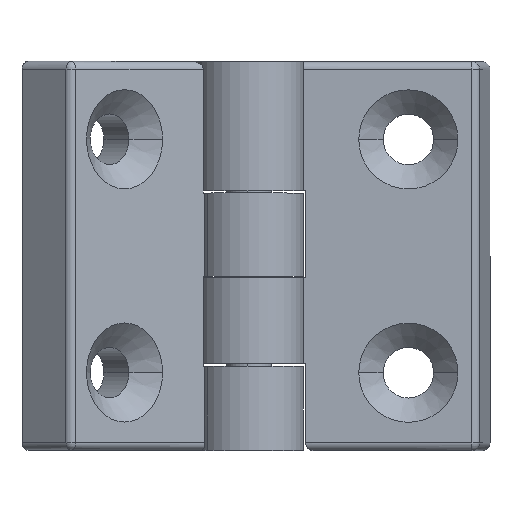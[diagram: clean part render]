
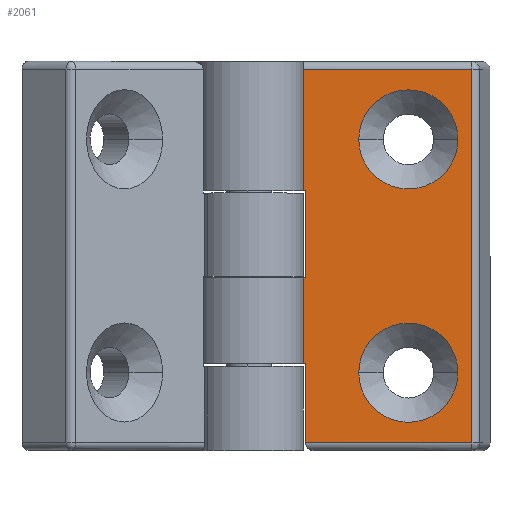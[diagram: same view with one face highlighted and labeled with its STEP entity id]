
A CAD part, top view. The second image highlights one B-rep face of the part: STEP entity #2061.
In plain terms, the highlighted planar face has unit normal (0, 0, 1).
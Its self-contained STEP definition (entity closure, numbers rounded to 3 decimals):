
#35 = AXIS2_PLACEMENT_3D ( 'NONE', #2163, #373, #1257 ) ;
#80 = VERTEX_POINT ( 'NONE', #1741 ) ;
#143 = CARTESIAN_POINT ( 'NONE',  ( -12., 25., 4. ) ) ;
#173 = VECTOR ( 'NONE', #3522, 1000. ) ;
#186 = CARTESIAN_POINT ( 'NONE',  ( 1.5, -15., 4. ) ) ;
#202 = EDGE_CURVE ( 'NONE', #2535, #80, #1814, .T. ) ;
#217 = ORIENTED_EDGE ( 'NONE', *, *, #3676, .T. ) ;
#260 = DIRECTION ( 'NONE',  ( 1., 0., 0. ) ) ;
#335 = EDGE_CURVE ( 'NONE', #3755, #2159, #2799, .T. ) ;
#355 = CARTESIAN_POINT ( 'NONE',  ( -11.7, 0., 4. ) ) ;
#373 = DIRECTION ( 'NONE',  ( 0., 0., 1. ) ) ;
#403 = VECTOR ( 'NONE', #1130, 1000. ) ;
#457 = DIRECTION ( 'NONE',  ( 0., -1., 0. ) ) ;
#461 = DIRECTION ( 'NONE',  ( 0., -1., 0. ) ) ;
#480 = CARTESIAN_POINT ( 'NONE',  ( -11.7, 8.4, 4. ) ) ;
#526 = EDGE_LOOP ( 'NONE', ( #1320, #2924 ) ) ;
#534 = DIRECTION ( 'NONE',  ( 0., 0., 1. ) ) ;
#535 = CARTESIAN_POINT ( 'NONE',  ( 7.875, -15., 4. ) ) ;
#610 = VECTOR ( 'NONE', #2205, 1000. ) ;
#660 = ORIENTED_EDGE ( 'NONE', *, *, #1728, .T. ) ;
#728 = EDGE_CURVE ( 'NONE', #80, #2576, #2158, .T. ) ;
#730 = FACE_BOUND ( 'NONE', #928, .T. ) ;
#752 = LINE ( 'NONE', #2208, #2211 ) ;
#753 = EDGE_CURVE ( 'NONE', #3056, #2220, #1544, .T. ) ;
#780 = DIRECTION ( 'NONE',  ( 1., 0., 0. ) ) ;
#814 = VERTEX_POINT ( 'NONE', #535 ) ;
#825 = DIRECTION ( 'NONE',  ( 0., -1., 0. ) ) ;
#838 = DIRECTION ( 'NONE',  ( 0., 0., -1. ) ) ;
#892 = CARTESIAN_POINT ( 'NONE',  ( 10.5, -24., 4. ) ) ;
#928 = EDGE_LOOP ( 'NONE', ( #3661, #3552 ) ) ;
#938 = ORIENTED_EDGE ( 'NONE', *, *, #753, .T. ) ;
#945 = VECTOR ( 'NONE', #1255, 1000. ) ;
#1009 = CARTESIAN_POINT ( 'NONE',  ( -12., 24., 4. ) ) ;
#1010 = CARTESIAN_POINT ( 'NONE',  ( 0., -2.8, 4. ) ) ;
#1074 = CARTESIAN_POINT ( 'NONE',  ( -11.7, -13.8, 4. ) ) ;
#1101 = CARTESIAN_POINT ( 'NONE',  ( -12., -2.8, 4. ) ) ;
#1104 = VECTOR ( 'NONE', #825, 1000. ) ;
#1130 = DIRECTION ( 'NONE',  ( 1., 0., 0. ) ) ;
#1133 = VERTEX_POINT ( 'NONE', #3589 ) ;
#1148 = CARTESIAN_POINT ( 'NONE',  ( 0., 8.4, 4. ) ) ;
#1166 = LINE ( 'NONE', #1148, #403 ) ;
#1255 = DIRECTION ( 'NONE',  ( -1., 0., 0. ) ) ;
#1257 = DIRECTION ( 'NONE',  ( 1., 0., 0. ) ) ;
#1270 = VERTEX_POINT ( 'NONE', #1074 ) ;
#1301 = ORIENTED_EDGE ( 'NONE', *, *, #3192, .F. ) ;
#1320 = ORIENTED_EDGE ( 'NONE', *, *, #3728, .F. ) ;
#1384 = DIRECTION ( 'NONE',  ( 1., 0., 0. ) ) ;
#1408 = EDGE_CURVE ( 'NONE', #2220, #3717, #1166, .T. ) ;
#1415 = CARTESIAN_POINT ( 'NONE',  ( -11.7, -24., 4. ) ) ;
#1430 = CARTESIAN_POINT ( 'NONE',  ( -4.875, 15., 4. ) ) ;
#1438 = CARTESIAN_POINT ( 'NONE',  ( -12., 8.4, 4. ) ) ;
#1500 = VECTOR ( 'NONE', #457, 1000. ) ;
#1544 = LINE ( 'NONE', #143, #2188 ) ;
#1547 = LINE ( 'NONE', #1009, #945 ) ;
#1612 = CARTESIAN_POINT ( 'NONE',  ( 7.875, 15., 4. ) ) ;
#1619 = CARTESIAN_POINT ( 'NONE',  ( 9.67, 0., 4. ) ) ;
#1658 = DIRECTION ( 'NONE',  ( 0., 0., 1. ) ) ;
#1678 = ORIENTED_EDGE ( 'NONE', *, *, #1972, .T. ) ;
#1689 = VECTOR ( 'NONE', #2200, 1000. ) ;
#1712 = CARTESIAN_POINT ( 'NONE',  ( 1.5, 15., 4. ) ) ;
#1728 = EDGE_CURVE ( 'NONE', #2159, #1270, #752, .T. ) ;
#1741 = CARTESIAN_POINT ( 'NONE',  ( 9.67, -24., 4. ) ) ;
#1792 = CIRCLE ( 'NONE', #2961, 6.375 ) ;
#1814 = LINE ( 'NONE', #892, #173 ) ;
#1820 = FACE_BOUND ( 'NONE', #526, .T. ) ;
#1889 = AXIS2_PLACEMENT_3D ( 'NONE', #2298, #838, #3149 ) ;
#1966 = DIRECTION ( 'NONE',  ( 0., 0., -1. ) ) ;
#1972 = EDGE_CURVE ( 'NONE', #1270, #2535, #3633, .T. ) ;
#2061 = ADVANCED_FACE ( 'NONE', ( #730, #1820, #2992 ), #2450, .T. ) ;
#2082 = CIRCLE ( 'NONE', #1889, 6.375 ) ;
#2132 = EDGE_CURVE ( 'NONE', #2604, #3388, #1792, .T. ) ;
#2144 = DIRECTION ( 'NONE',  ( 0., -1., 0. ) ) ;
#2158 = LINE ( 'NONE', #1619, #1689 ) ;
#2159 = VERTEX_POINT ( 'NONE', #2835 ) ;
#2163 = CARTESIAN_POINT ( 'NONE',  ( 0., 0., 4. ) ) ;
#2188 = VECTOR ( 'NONE', #461, 1000. ) ;
#2198 = CARTESIAN_POINT ( 'NONE',  ( -12., 25., 4. ) ) ;
#2200 = DIRECTION ( 'NONE',  ( 0., 1., 0. ) ) ;
#2205 = DIRECTION ( 'NONE',  ( 1., 0., 0. ) ) ;
#2208 = CARTESIAN_POINT ( 'NONE',  ( 0., -13.8, 4. ) ) ;
#2211 = VECTOR ( 'NONE', #260, 1000. ) ;
#2220 = VERTEX_POINT ( 'NONE', #1438 ) ;
#2298 = CARTESIAN_POINT ( 'NONE',  ( 1.5, -15., 4. ) ) ;
#2323 = CARTESIAN_POINT ( 'NONE',  ( -11.7, 0., 4. ) ) ;
#2450 = PLANE ( 'NONE',  #35 ) ;
#2478 = CARTESIAN_POINT ( 'NONE',  ( -11.7, -2.8, 4. ) ) ;
#2535 = VERTEX_POINT ( 'NONE', #1415 ) ;
#2551 = AXIS2_PLACEMENT_3D ( 'NONE', #3691, #1658, #3712 ) ;
#2576 = VERTEX_POINT ( 'NONE', #3491 ) ;
#2604 = VERTEX_POINT ( 'NONE', #1430 ) ;
#2608 = CIRCLE ( 'NONE', #2551, 6.375 ) ;
#2612 = EDGE_CURVE ( 'NONE', #3717, #3361, #3243, .T. ) ;
#2799 = LINE ( 'NONE', #2198, #1500 ) ;
#2829 = ORIENTED_EDGE ( 'NONE', *, *, #335, .T. ) ;
#2835 = CARTESIAN_POINT ( 'NONE',  ( -12., -13.8, 4. ) ) ;
#2884 = ORIENTED_EDGE ( 'NONE', *, *, #728, .T. ) ;
#2907 = EDGE_CURVE ( 'NONE', #1133, #814, #2082, .T. ) ;
#2924 = ORIENTED_EDGE ( 'NONE', *, *, #2132, .F. ) ;
#2961 = AXIS2_PLACEMENT_3D ( 'NONE', #1712, #534, #1384 ) ;
#2992 = FACE_OUTER_BOUND ( 'NONE', #3078, .T. ) ;
#3015 = ORIENTED_EDGE ( 'NONE', *, *, #1408, .T. ) ;
#3038 = AXIS2_PLACEMENT_3D ( 'NONE', #186, #1966, #780 ) ;
#3056 = VERTEX_POINT ( 'NONE', #3543 ) ;
#3078 = EDGE_LOOP ( 'NONE', ( #2884, #217, #938, #3015, #3550, #1301, #2829, #660, #1678, #3116 ) ) ;
#3116 = ORIENTED_EDGE ( 'NONE', *, *, #202, .T. ) ;
#3149 = DIRECTION ( 'NONE',  ( 1., 0., 0. ) ) ;
#3192 = EDGE_CURVE ( 'NONE', #3755, #3361, #3632, .T. ) ;
#3222 = CIRCLE ( 'NONE', #3038, 6.375 ) ;
#3243 = LINE ( 'NONE', #2323, #1104 ) ;
#3361 = VERTEX_POINT ( 'NONE', #2478 ) ;
#3388 = VERTEX_POINT ( 'NONE', #1612 ) ;
#3434 = VECTOR ( 'NONE', #2144, 1000. ) ;
#3491 = CARTESIAN_POINT ( 'NONE',  ( 9.67, 24., 4. ) ) ;
#3522 = DIRECTION ( 'NONE',  ( 1., 0., 0. ) ) ;
#3543 = CARTESIAN_POINT ( 'NONE',  ( -12., 24., 4. ) ) ;
#3550 = ORIENTED_EDGE ( 'NONE', *, *, #2612, .T. ) ;
#3552 = ORIENTED_EDGE ( 'NONE', *, *, #2907, .T. ) ;
#3589 = CARTESIAN_POINT ( 'NONE',  ( -4.875, -15., 4. ) ) ;
#3632 = LINE ( 'NONE', #1010, #610 ) ;
#3633 = LINE ( 'NONE', #355, #3434 ) ;
#3661 = ORIENTED_EDGE ( 'NONE', *, *, #3744, .T. ) ;
#3676 = EDGE_CURVE ( 'NONE', #2576, #3056, #1547, .T. ) ;
#3691 = CARTESIAN_POINT ( 'NONE',  ( 1.5, 15., 4. ) ) ;
#3712 = DIRECTION ( 'NONE',  ( 1., 0., 0. ) ) ;
#3717 = VERTEX_POINT ( 'NONE', #480 ) ;
#3728 = EDGE_CURVE ( 'NONE', #3388, #2604, #2608, .T. ) ;
#3744 = EDGE_CURVE ( 'NONE', #814, #1133, #3222, .T. ) ;
#3755 = VERTEX_POINT ( 'NONE', #1101 ) ;
